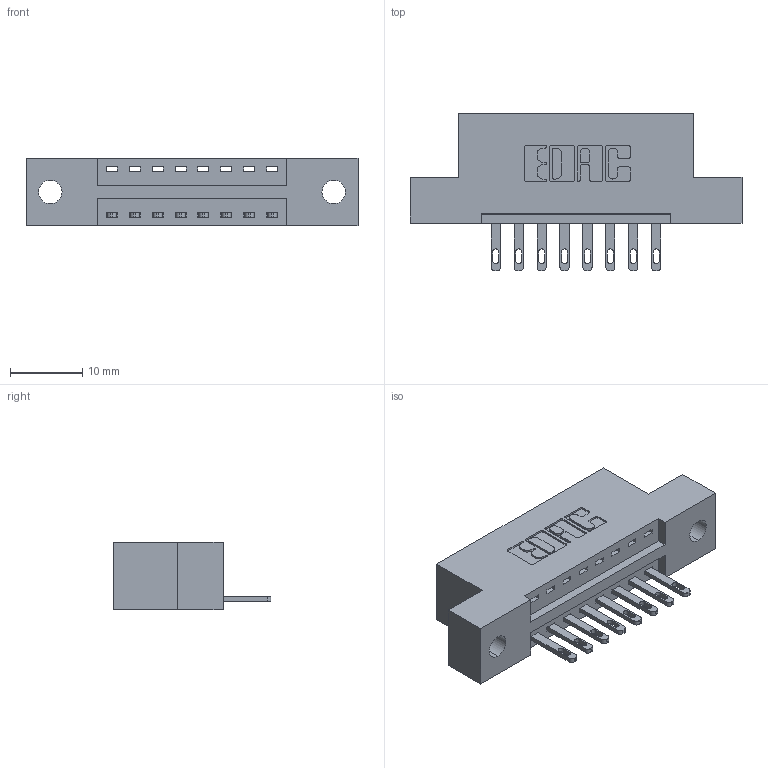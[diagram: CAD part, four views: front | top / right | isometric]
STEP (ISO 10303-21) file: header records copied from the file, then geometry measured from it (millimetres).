
FILE_DESCRIPTION (( 'STEP AP203' ), '1' );
FILE_NAME ('346-008-500-102.STEP', '2018-08-17T04:21:10', ( '' ), ( '' ), 'SwSTEP 2.0', 'SolidWorks 2016', '' );
FILE_SCHEMA (( 'CONFIG_CONTROL_DESIGN' ));
Length unit declared in the file: inch
Products named in the file (3): 346 Part_Flush Mounting Lugs - 0.128 Dia; 345-292-001_345-293-100; 346-008-500-102
Assembly tree (9 placements, depth 2):
  346-008-500-102
    346 Part_Flush Mounting Lugs - 0.128 Dia
    345-292-001_345-293-100  x8
Bounding box: 45.97 x 21.84 x 9.4 mm (x, y, z)
Volume: 4134.7 mm3; surface area: 4548.4 mm2
Topology: 9 solids, 9 shells, 554 faces, 1673 edges, 1114 vertices
Faces by surface type: plane 348, cylinder 206
Entity records: 9475 total; most frequent: CARTESIAN_POINT 1640, ORIENTED_EDGE 1582, DIRECTION 1491, EDGE_CURVE 791, VECTOR 623, LINE 623, VERTEX_POINT 526, AXIS2_PLACEMENT_3D 434
